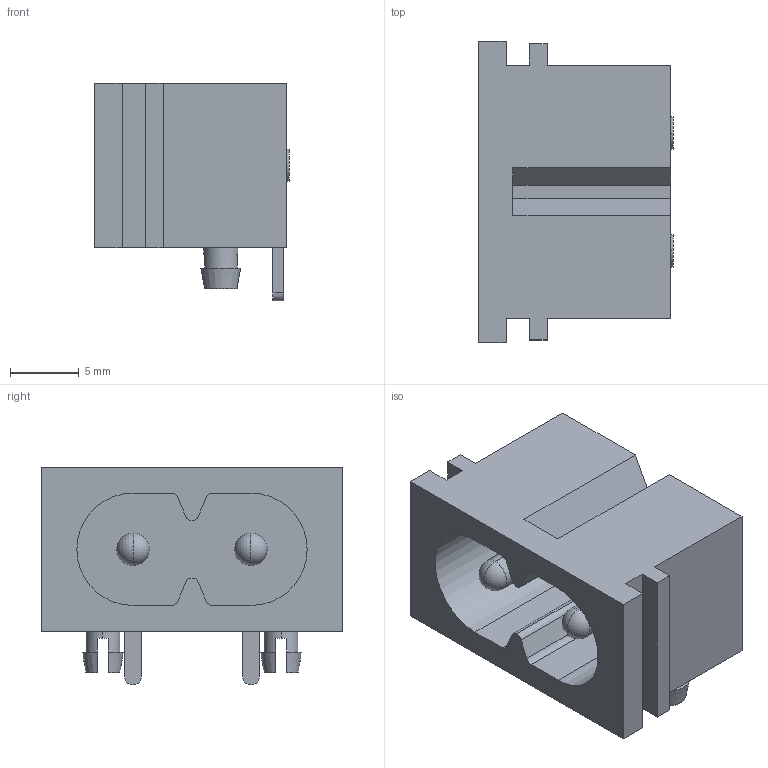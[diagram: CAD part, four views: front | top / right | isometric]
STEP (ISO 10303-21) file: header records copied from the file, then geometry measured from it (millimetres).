
FILE_DESCRIPTION (( 'STEP AP214' ), '1' );
FILE_NAME ('IEC60320_C8_BX180-H01.STEP', '2022-06-16T14:38:43', ( '' ), ( '' ), 'SwSTEP 2.0', 'SolidWorks 2018', '' );
FILE_SCHEMA (( 'AUTOMOTIVE_DESIGN' ));
Length unit declared in the file: millimetre
Products named in the file (1): IEC60320_C8_BX180-H01
Bounding box: 14.2 x 22 x 15.9 mm (x, y, z)
Volume: 1904 mm3; surface area: 2707.7 mm2
Topology: 5 solids, 5 shells, 130 faces, 339 edges, 224 vertices
Faces by surface type: plane 87, cylinder 35, sphere 4, cone 4
Entity records: 5393 total; most frequent: CARTESIAN_POINT 706, DIRECTION 675, ORIENTED_EDGE 662, EDGE_CURVE 331, VECTOR 233, LINE 233, AXIS2_PLACEMENT_3D 221, VERTEX_POINT 220
